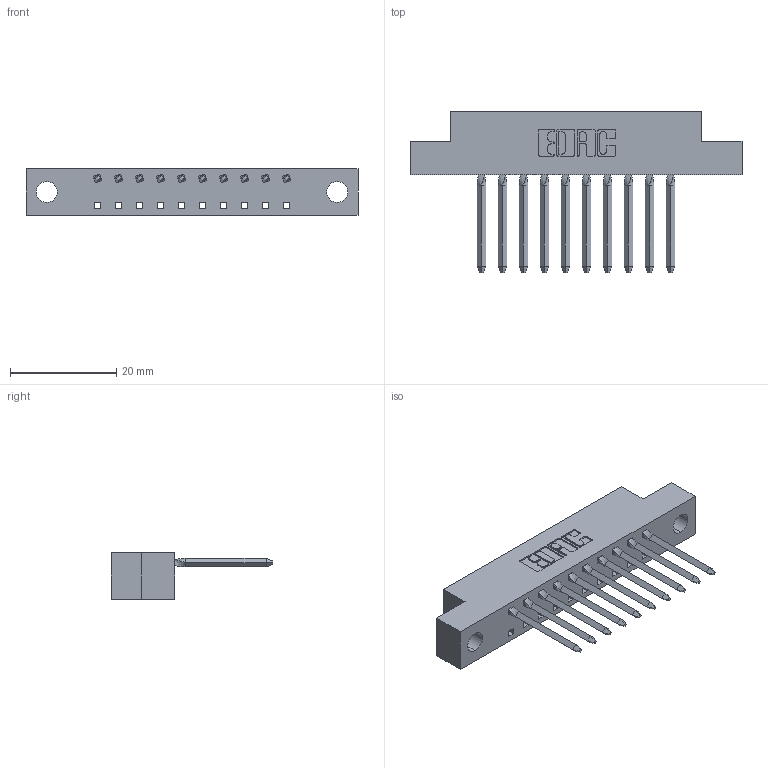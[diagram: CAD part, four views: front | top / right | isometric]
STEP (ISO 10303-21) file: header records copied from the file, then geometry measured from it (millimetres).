
FILE_DESCRIPTION (( 'STEP AP203' ), '1' );
FILE_NAME ('338-010-541-104.STEP', '2020-03-24T16:55:39', ( '' ), ( '' ), 'SwSTEP 2.0', 'SolidWorks 2016', '' );
FILE_SCHEMA (( 'CONFIG_CONTROL_DESIGN' ));
Length unit declared in the file: inch
Products named in the file (3): 338-210-001_338-210-010-004; 338-290-001_541; 338-010-541-104
Assembly tree (11 placements, depth 2):
  338-010-541-104
    338-210-001_338-210-010-004
    338-290-001_541  x10
Bounding box: 62.64 x 30.56 x 8.71 mm (x, y, z)
Volume: 4230.7 mm3; surface area: 6167.9 mm2
Topology: 11 solids, 11 shells, 1038 faces, 2857 edges, 1830 vertices
Faces by surface type: plane 714, cylinder 284, bspline 40
Entity records: 23022 total; most frequent: CARTESIAN_POINT 4688, ORIENTED_EDGE 3860, DIRECTION 3581, EDGE_CURVE 1930, LINE 1399, VECTOR 1399, VERTEX_POINT 1254, AXIS2_PLACEMENT_3D 1091
